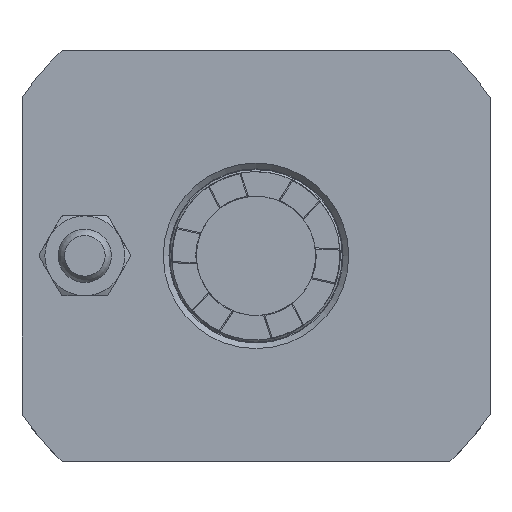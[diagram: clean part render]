
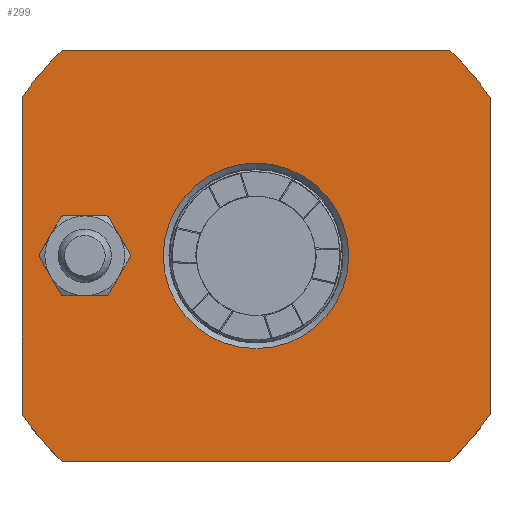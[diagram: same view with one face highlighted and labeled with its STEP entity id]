
A CAD part, top view. The second image highlights one B-rep face of the part: STEP entity #299.
In plain terms, the highlighted planar face has unit normal (0, 0, 1).
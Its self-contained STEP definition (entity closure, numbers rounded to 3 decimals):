
#299=ADVANCED_FACE('',(#451,#452,#453),#405,.F.);
#405=PLANE('',#1858);
#451=FACE_BOUND('',#488,.T.);
#452=FACE_BOUND('',#489,.T.);
#453=FACE_BOUND('',#490,.T.);
#488=EDGE_LOOP('',(#700,#701,#702,#703,#704,#705,#706,#707));
#489=EDGE_LOOP('',(#708));
#490=EDGE_LOOP('',(#709));
#615=CIRCLE('',#1851,16.25);
#616=CIRCLE('',#1853,49.5);
#617=CIRCLE('',#1854,49.5);
#618=CIRCLE('',#1855,49.5);
#619=CIRCLE('',#1856,49.5);
#620=CIRCLE('',#1857,7.);
#700=ORIENTED_EDGE('',*,*,#1420,.F.);
#701=ORIENTED_EDGE('',*,*,#1421,.F.);
#702=ORIENTED_EDGE('',*,*,#1422,.F.);
#703=ORIENTED_EDGE('',*,*,#1423,.F.);
#704=ORIENTED_EDGE('',*,*,#1424,.T.);
#705=ORIENTED_EDGE('',*,*,#1425,.F.);
#706=ORIENTED_EDGE('',*,*,#1426,.T.);
#707=ORIENTED_EDGE('',*,*,#1427,.F.);
#708=ORIENTED_EDGE('',*,*,#1428,.T.);
#709=ORIENTED_EDGE('',*,*,#1419,.F.);
#1236=VERTEX_POINT('',#2582);
#1237=VERTEX_POINT('',#2585);
#1238=VERTEX_POINT('',#2586);
#1239=VERTEX_POINT('',#2588);
#1240=VERTEX_POINT('',#2590);
#1241=VERTEX_POINT('',#2592);
#1242=VERTEX_POINT('',#2594);
#1243=VERTEX_POINT('',#2596);
#1244=VERTEX_POINT('',#2598);
#1245=VERTEX_POINT('',#2601);
#1419=EDGE_CURVE('',#1236,#1236,#615,.T.);
#1420=EDGE_CURVE('',#1237,#1238,#1681,.T.);
#1421=EDGE_CURVE('',#1239,#1237,#616,.T.);
#1422=EDGE_CURVE('',#1240,#1239,#1682,.T.);
#1423=EDGE_CURVE('',#1241,#1240,#617,.T.);
#1424=EDGE_CURVE('',#1241,#1242,#1683,.T.);
#1425=EDGE_CURVE('',#1243,#1242,#618,.T.);
#1426=EDGE_CURVE('',#1243,#1244,#1684,.T.);
#1427=EDGE_CURVE('',#1238,#1244,#619,.T.);
#1428=EDGE_CURVE('',#1245,#1245,#620,.T.);
#1681=LINE('',#2584,#1763);
#1682=LINE('',#2589,#1764);
#1683=LINE('',#2593,#1765);
#1684=LINE('',#2597,#1766);
#1763=VECTOR('',#2080,1.);
#1764=VECTOR('',#2083,1.);
#1765=VECTOR('',#2086,1.);
#1766=VECTOR('',#2089,1.);
#1851=AXIS2_PLACEMENT_3D('',#2581,#2076,#2077);
#1853=AXIS2_PLACEMENT_3D('',#2587,#2081,#2082);
#1854=AXIS2_PLACEMENT_3D('',#2591,#2084,#2085);
#1855=AXIS2_PLACEMENT_3D('',#2595,#2087,#2088);
#1856=AXIS2_PLACEMENT_3D('',#2599,#2090,#2091);
#1857=AXIS2_PLACEMENT_3D('',#2600,#2092,#2093);
#1858=AXIS2_PLACEMENT_3D('',#2602,#2094,#2095);
#2076=DIRECTION('',(0.,0.,1.));
#2077=DIRECTION('',(1.,0.,0.));
#2080=DIRECTION('',(-1.,0.,0.));
#2081=DIRECTION('',(0.,0.,-1.));
#2082=DIRECTION('',(0.,1.,0.));
#2083=DIRECTION('',(0.,-1.,0.));
#2084=DIRECTION('',(0.,0.,-1.));
#2085=DIRECTION('',(0.,1.,0.));
#2086=DIRECTION('',(-1.,0.,0.));
#2087=DIRECTION('',(0.,0.,-1.));
#2088=DIRECTION('',(0.,1.,0.));
#2089=DIRECTION('',(0.,-1.,0.));
#2090=DIRECTION('',(0.,0.,-1.));
#2091=DIRECTION('',(0.,1.,0.));
#2092=DIRECTION('',(0.,0.,-1.));
#2093=DIRECTION('',(0.,-1.,0.));
#2094=DIRECTION('',(0.,0.,-1.));
#2095=DIRECTION('',(0.,1.,0.));
#2581=CARTESIAN_POINT('',(0.,0.,30.));
#2582=CARTESIAN_POINT('',(16.25,0.,30.));
#2584=CARTESIAN_POINT('',(41.,-36.,30.));
#2585=CARTESIAN_POINT('',(33.974,-36.,30.));
#2586=CARTESIAN_POINT('',(-33.974,-36.,30.));
#2587=CARTESIAN_POINT('',(0.,0.,30.));
#2588=CARTESIAN_POINT('',(41.,-27.735,30.));
#2589=CARTESIAN_POINT('',(41.,36.,30.));
#2590=CARTESIAN_POINT('',(41.,27.735,30.));
#2591=CARTESIAN_POINT('',(0.,0.,30.));
#2592=CARTESIAN_POINT('',(33.974,36.,30.));
#2593=CARTESIAN_POINT('',(41.,36.,30.));
#2594=CARTESIAN_POINT('',(-33.974,36.,30.));
#2595=CARTESIAN_POINT('',(0.,0.,30.));
#2596=CARTESIAN_POINT('',(-41.,27.735,30.));
#2597=CARTESIAN_POINT('',(-41.,36.,30.));
#2598=CARTESIAN_POINT('',(-41.,-27.735,30.));
#2599=CARTESIAN_POINT('',(0.,0.,30.));
#2600=CARTESIAN_POINT('',(-30.,0.,30.));
#2601=CARTESIAN_POINT('',(-30.,-7.,30.));
#2602=CARTESIAN_POINT('',(41.,36.,30.));
